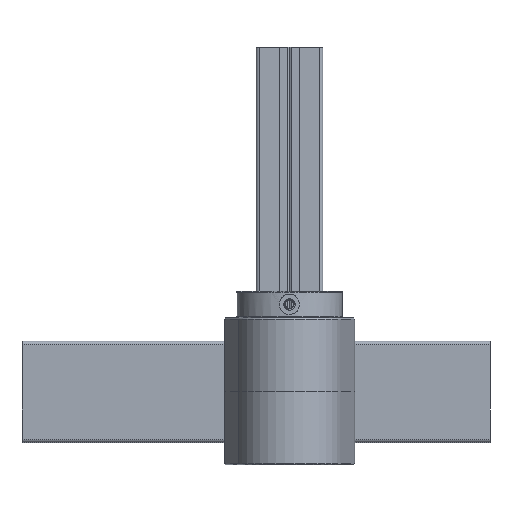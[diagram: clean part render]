
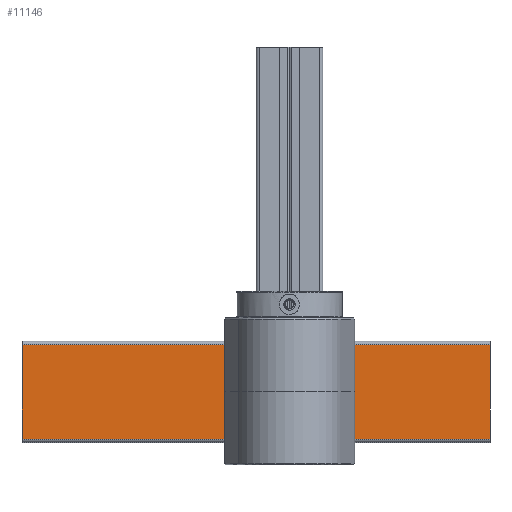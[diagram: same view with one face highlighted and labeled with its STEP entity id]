
A CAD part, front view. The second image highlights one B-rep face of the part: STEP entity #11146.
In plain terms, the highlighted planar face has unit normal (0, -1, 0).
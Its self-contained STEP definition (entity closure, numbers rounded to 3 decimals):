
#258=PLANE('',#11826);
#671=FACE_OUTER_BOUND('',#1288,.T.);
#1288=EDGE_LOOP('',(#7544,#7545,#7546,#7547));
#1941=LINE('',#16350,#3051);
#1942=LINE('',#16354,#3052);
#1943=LINE('',#16358,#3053);
#1944=LINE('',#16359,#3054);
#3051=VECTOR('',#12972,10.);
#3052=VECTOR('',#12977,10.);
#3053=VECTOR('',#12982,10.);
#3054=VECTOR('',#12983,10.);
#4669=VERTEX_POINT('',#16347);
#4670=VERTEX_POINT('',#16349);
#4671=VERTEX_POINT('',#16353);
#4672=VERTEX_POINT('',#16357);
#5805=EDGE_CURVE('',#4669,#4670,#1941,.T.);
#5807=EDGE_CURVE('',#4670,#4671,#1942,.T.);
#5809=EDGE_CURVE('',#4672,#4669,#1943,.T.);
#5810=EDGE_CURVE('',#4672,#4671,#1944,.T.);
#7544=ORIENTED_EDGE('',*,*,#5807,.F.);
#7545=ORIENTED_EDGE('',*,*,#5805,.F.);
#7546=ORIENTED_EDGE('',*,*,#5809,.F.);
#7547=ORIENTED_EDGE('',*,*,#5810,.T.);
#11146=ADVANCED_FACE('',(#671),#258,.T.);
#11826=AXIS2_PLACEMENT_3D('',#16356,#12980,#12981);
#12972=DIRECTION('',(0.,0.,-1.));
#12977=DIRECTION('',(-1.,0.,0.));
#12980=DIRECTION('center_axis',(0.,-1.,0.));
#12981=DIRECTION('ref_axis',(0.,0.,-1.));
#12982=DIRECTION('',(1.,0.,0.));
#12983=DIRECTION('',(0.,0.,-1.));
#16347=CARTESIAN_POINT('',(140.,0.,29.3));
#16349=CARTESIAN_POINT('',(140.,0.,1.));
#16350=CARTESIAN_POINT('',(140.,0.,30.3));
#16353=CARTESIAN_POINT('',(0.,0.,1.));
#16354=CARTESIAN_POINT('',(0.,0.,1.));
#16356=CARTESIAN_POINT('Origin',(0.,0.,30.3));
#16357=CARTESIAN_POINT('',(0.,0.,29.3));
#16358=CARTESIAN_POINT('',(0.,0.,29.3));
#16359=CARTESIAN_POINT('',(0.,0.,30.3));
